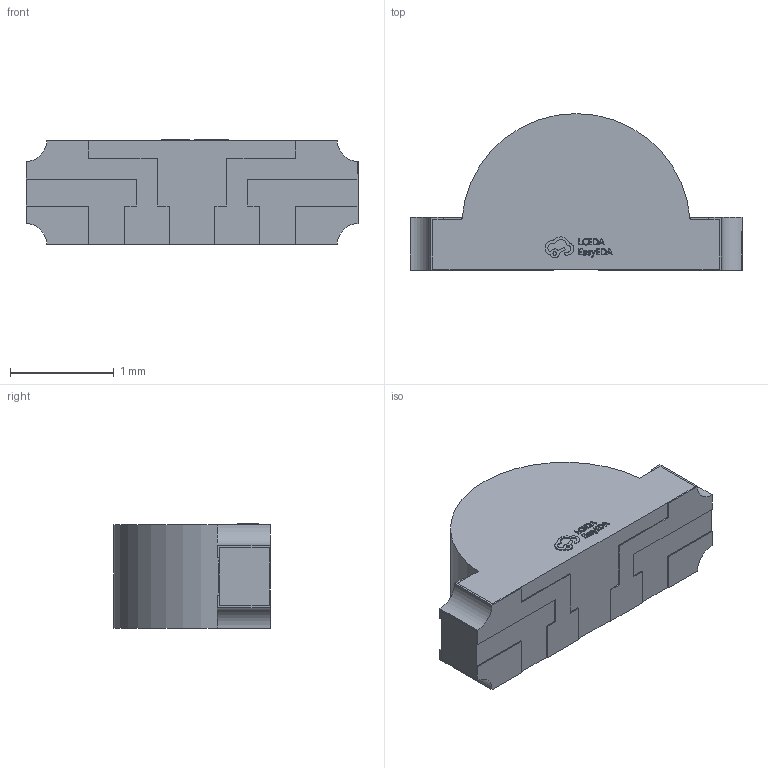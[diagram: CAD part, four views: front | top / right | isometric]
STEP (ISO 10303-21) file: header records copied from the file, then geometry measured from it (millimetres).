
FILE_DESCRIPTION (( 'STEP AP214' ), '1' );
FILE_NAME ('LED-ARRAY-SMD_L3.2-W1.5-H1.0-HS-1204-RGB.step', '2022-07-08T11:25:34', ( '' ), ( '' ), 'SwSTEP 2.0', 'SolidWorks 2020', '' );
FILE_SCHEMA (( 'AUTOMOTIVE_DESIGN' ));
Length unit declared in the file: millimetre
Products named in the file (1): LED-ARRAY-SMD_L3.2-W1.5-H1.0-HS-1204-RGB
Bounding box: 3.2 x 1.51 x 1.01 mm (x, y, z)
Volume: 3.2 mm3; surface area: 14.9 mm2
Topology: 1 solids, 1 shells, 368 faces, 1005 edges, 666 vertices
Faces by surface type: plane 243, bspline 112, cylinder 13
Entity records: 16782 total; most frequent: CARTESIAN_POINT 4144, ORIENTED_EDGE 2010, DIRECTION 1317, EDGE_CURVE 1005, VECTOR 751, LINE 751, VERTEX_POINT 666, EDGE_LOOP 395
